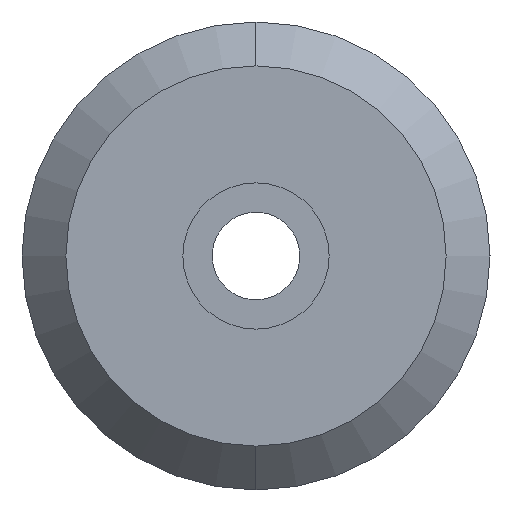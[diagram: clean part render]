
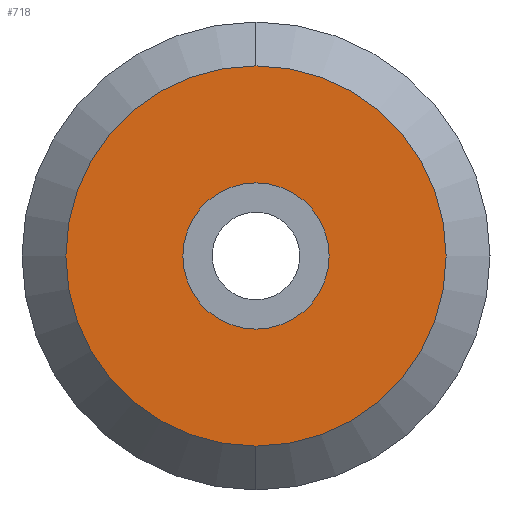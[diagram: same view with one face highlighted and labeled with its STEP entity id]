
A CAD part, left-side view. The second image highlights one B-rep face of the part: STEP entity #718.
In plain terms, the highlighted planar face has unit normal (-1, 0, 0).
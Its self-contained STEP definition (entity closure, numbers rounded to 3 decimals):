
#38 = DIRECTION ( 'NONE',  ( 0., 0., -1. ) ) ;
#39 = DIRECTION ( 'NONE',  ( 1., 0., 0. ) ) ;
#40 = CARTESIAN_POINT ( 'NONE',  ( -120., 0., 0. ) ) ;
#41 = DIRECTION ( 'NONE',  ( 1., 0., 0. ) ) ;
#42 = DIRECTION ( 'NONE',  ( 0., 0., -1. ) ) ;
#43 = DIRECTION ( 'NONE',  ( 1., 0., 0. ) ) ;
#44 = CARTESIAN_POINT ( 'NONE',  ( -120., 0., 0. ) ) ;
#50 = CARTESIAN_POINT ( 'NONE',  ( -120., 0., 0. ) ) ;
#105 = DIRECTION ( 'NONE',  ( 0., 0., -1. ) ) ;
#224 = VERTEX_POINT ( 'NONE', #461 ) ;
#228 = VERTEX_POINT ( 'NONE', #492 ) ;
#241 = VERTEX_POINT ( 'NONE', #852 ) ;
#253 = ORIENTED_EDGE ( 'NONE', *, *, #914, .T. ) ;
#262 = VERTEX_POINT ( 'NONE', #780 ) ;
#266 = EDGE_LOOP ( 'NONE', ( #253, #322 ) ) ;
#270 = EDGE_LOOP ( 'NONE', ( #333, #306 ) ) ;
#306 = ORIENTED_EDGE ( 'NONE', *, *, #899, .F. ) ;
#322 = ORIENTED_EDGE ( 'NONE', *, *, #939, .T. ) ;
#333 = ORIENTED_EDGE ( 'NONE', *, *, #938, .F. ) ;
#461 = CARTESIAN_POINT ( 'NONE',  ( -120., 0., -2.5 ) ) ;
#492 = CARTESIAN_POINT ( 'NONE',  ( -120., 0., 2.5 ) ) ;
#509 = FACE_BOUND ( 'NONE', #266, .T. ) ;
#582 = FACE_OUTER_BOUND ( 'NONE', #270, .T. ) ;
#603 = CIRCLE ( 'NONE', #928, 6.5 ) ;
#610 = CIRCLE ( 'NONE', #1020, 2.5 ) ;
#626 = CIRCLE ( 'NONE', #1028, 2.5 ) ;
#628 = CIRCLE ( 'NONE', #1021, 6.5 ) ;
#718 = ADVANCED_FACE ( 'NONE', ( #509, #582 ), #859, .T. ) ;
#727 = DIRECTION ( 'NONE',  ( 0., 0., -1. ) ) ;
#745 = CARTESIAN_POINT ( 'NONE',  ( -120., 0., 0. ) ) ;
#780 = CARTESIAN_POINT ( 'NONE',  ( -120., 0., -6.5 ) ) ;
#793 = DIRECTION ( 'NONE',  ( 1., 0., 0. ) ) ;
#827 = DIRECTION ( 'NONE',  ( 0., 0., 1. ) ) ;
#852 = CARTESIAN_POINT ( 'NONE',  ( -120., 0., 6.5 ) ) ;
#859 = PLANE ( 'NONE',  #1050 ) ;
#866 = CARTESIAN_POINT ( 'NONE',  ( -120., 2.5, 0. ) ) ;
#880 = DIRECTION ( 'NONE',  ( -1., 0., 0. ) ) ;
#899 = EDGE_CURVE ( 'NONE', #241, #262, #603, .T. ) ;
#914 = EDGE_CURVE ( 'NONE', #224, #228, #610, .T. ) ;
#928 = AXIS2_PLACEMENT_3D ( 'NONE', #745, #793, #727 ) ;
#938 = EDGE_CURVE ( 'NONE', #262, #241, #628, .T. ) ;
#939 = EDGE_CURVE ( 'NONE', #228, #224, #626, .T. ) ;
#1020 = AXIS2_PLACEMENT_3D ( 'NONE', #50, #41, #105 ) ;
#1021 = AXIS2_PLACEMENT_3D ( 'NONE', #44, #43, #42 ) ;
#1028 = AXIS2_PLACEMENT_3D ( 'NONE', #40, #39, #38 ) ;
#1050 = AXIS2_PLACEMENT_3D ( 'NONE', #866, #880, #827 ) ;
